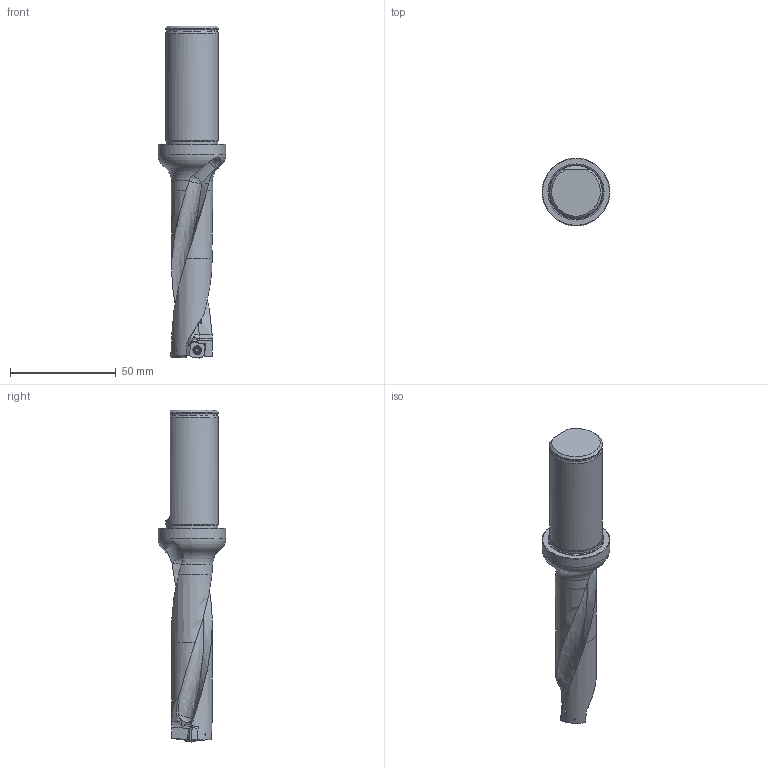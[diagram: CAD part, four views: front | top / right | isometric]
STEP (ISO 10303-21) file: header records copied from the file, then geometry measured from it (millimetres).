
FILE_DESCRIPTION(/* description */ (''),/* implementation_level */ '2;1');
FILE_NAME(/* name */ 'toolassembly_1.stp',/* time_stamp */ '2020-07-08T07:00:42+02:00',/* author */ (''),/* organization */ ('SMS'),/* preprocessor_version */ 'ST-DEVELOPER v16.7',/* originating_system */ 'SIEMENS PLM Software NX 12.0',/* authorisation */ '');
FILE_SCHEMA (('AUTOMOTIVE_DESIGN { 1 0 10303 214 3 1 1 1 }'));
Length unit declared in the file: millimetre
Products named in the file (5): CUT_20200708065648; CUT_20200708065644; NOCUT_20200708065630; ASSEMBLY_CONSTRUCTION; TOOLASSEMBLY_1
Assembly tree (4 placements, depth 2):
  TOOLASSEMBLY_1
    ASSEMBLY_CONSTRUCTION
    NOCUT_20200708065630
    CUT_20200708065644
    CUT_20200708065648
Bounding box: 32 x 32 x 156.99 mm (x, y, z)
Volume: 47688 mm3; surface area: 13772.1 mm2
Topology: 3 solids, 3 shells, 253 faces, 675 edges, 434 vertices
Faces by surface type: plane 94, cylinder 63, cone 27, extrusion 24, bspline 20, torus 14, sphere 10, revolution 1
Full cylindrical faces by diameter (mm): 2.04 x1, 2.8 x2, 3.45 x2, 24.5 x1, 24.994 x1, 32 x1
Entity records: 11169 total; most frequent: CARTESIAN_POINT 5044, ORIENTED_EDGE 1244, DIRECTION 1181, EDGE_CURVE 622, AXIS2_PLACEMENT_3D 466, VERTEX_POINT 414, EDGE_LOOP 294, ADVANCED_FACE 253
